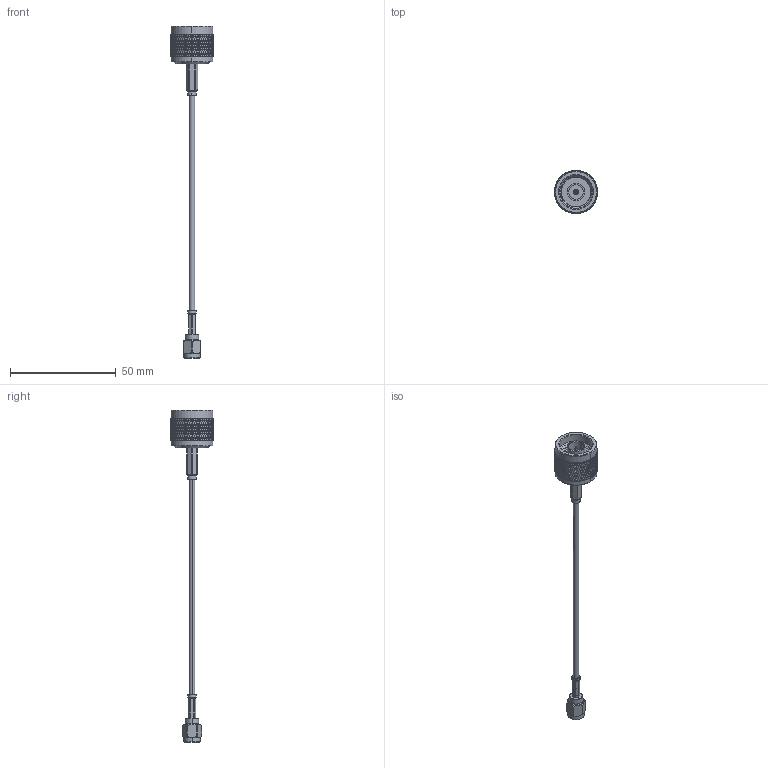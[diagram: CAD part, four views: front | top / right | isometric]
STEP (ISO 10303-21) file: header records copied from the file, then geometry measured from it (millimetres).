
FILE_DESCRIPTION (( 'STEP AP203' ), '1' );
FILE_NAME ('PE3234.step', '2019-05-17T15:01:52', ( '' ), ( '' ), 'SwSTEP 2.0', 'SolidWorks 2018', '' );
FILE_SCHEMA (( 'CONFIG_CONTROL_DESIGN' ));
Products named in the file (4): PE4003_Crimped; Coax Cable_RG316U; PE3234; PE4429_Crimped
Assembly tree (3 placements, depth 2):
  PE3234
    Coax Cable_RG316U
    PE4429_Crimped
    PE4003_Crimped
Bounding box: 20.32 x 20.32 x 156.61 mm (x, y, z)
Volume: 5144.7 mm3; surface area: 5542.7 mm2
Topology: 5 solids, 5 shells, 2467 faces, 5311 edges, 2868 vertices
Faces by surface type: bspline 1802, cylinder 551, plane 60, cone 42, torus 12
Entity records: 97343 total; most frequent: CARTESIAN_POINT 63906, ORIENTED_EDGE 10622, EDGE_CURVE 5311, VERTEX_POINT 2868, EDGE_LOOP 2483, FACE_OUTER_BOUND 2467, ADVANCED_FACE 2467, DIRECTION 2227
